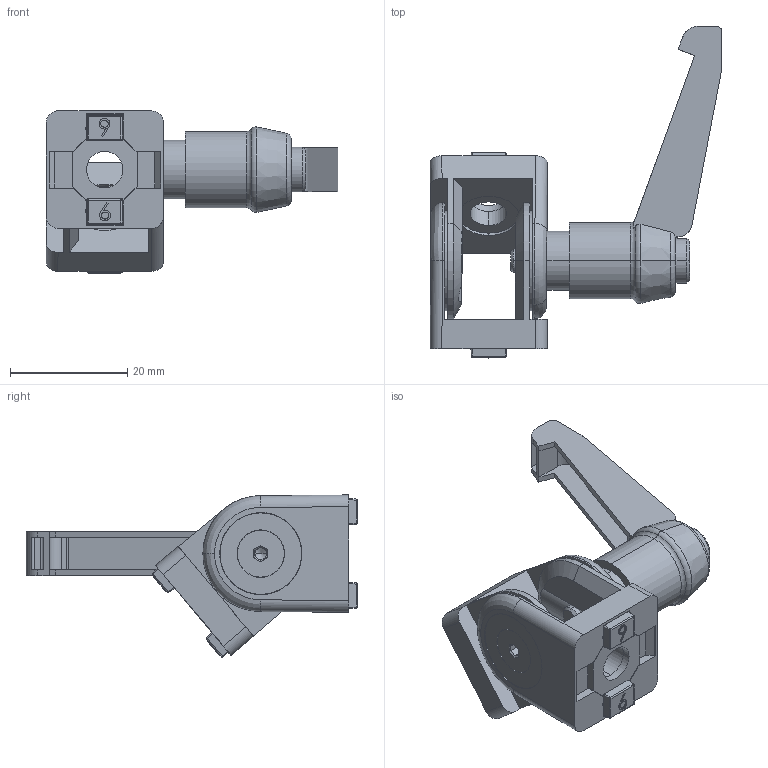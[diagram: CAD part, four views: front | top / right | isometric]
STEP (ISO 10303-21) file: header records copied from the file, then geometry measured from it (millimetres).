
FILE_DESCRIPTION (( 'STEP AP214' ), '1' );
FILE_NAME ('7125210', '2019-01-30T08:42:13', ( '' ), ('JUGARD+KÜNSTNER GmbH'), 'SwSTEP 2.0', 'SolidWorks 2017', '' );
FILE_SCHEMA (( 'AUTOMOTIVE_DESIGN' ));
Length unit declared in the file: millimetre
Products named in the file (8): Part8; Part5; Part10; Part9; Part2; Part6; Part1; 7125210
Assembly tree (10 placements, depth 2):
  7125210
    Part1  x2
    Part6
    Part2
    Part9
    Part10
    Part5  x2
    Part8  x2
Bounding box: 49.73 x 56.55 x 27.62 mm (x, y, z)
Volume: 10403.9 mm3; surface area: 10971.6 mm2
Topology: 11 solids, 11 shells, 566 faces, 1371 edges, 853 vertices
Faces by surface type: plane 257, cylinder 168, bspline 96, cone 37, torus 8
Entity records: 17021 total; most frequent: CARTESIAN_POINT 4168, ORIENTED_EDGE 1792, DIRECTION 1739, EDGE_CURVE 896, AXIS2_PLACEMENT_3D 630, VERTEX_POINT 561, LINE 479, VECTOR 479
